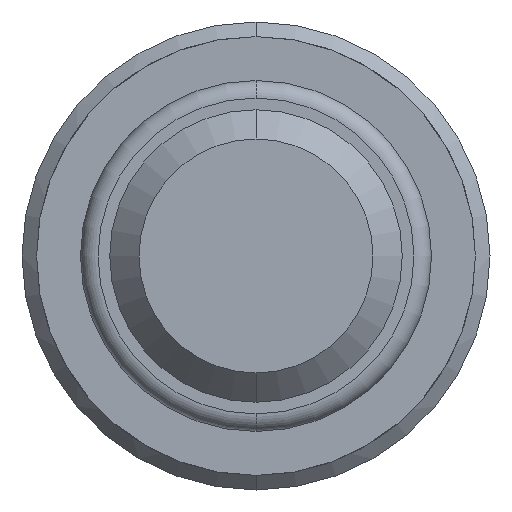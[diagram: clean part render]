
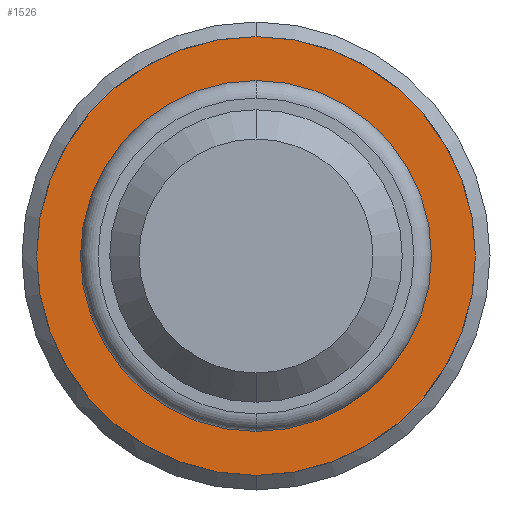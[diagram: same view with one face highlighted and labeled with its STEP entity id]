
A CAD part, front view. The second image highlights one B-rep face of the part: STEP entity #1526.
In plain terms, the highlighted planar face has unit normal (0, -1, 0).
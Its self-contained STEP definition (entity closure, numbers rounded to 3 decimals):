
#1 = DIRECTION ( 'NONE',  ( 0., -1., 0. ) ) ;
#148 = CIRCLE ( 'NONE', #297, 1.875 ) ;
#165 = DIRECTION ( 'NONE',  ( 0., 0., -1. ) ) ;
#297 = AXIS2_PLACEMENT_3D ( 'NONE', #2021, #1, #3681 ) ;
#538 = AXIS2_PLACEMENT_3D ( 'NONE', #4153, #4966, #2661 ) ;
#590 = CARTESIAN_POINT ( 'NONE',  ( 1.5, 20., 0. ) ) ;
#642 = CARTESIAN_POINT ( 'NONE',  ( 0., 20., 0. ) ) ;
#659 = DIRECTION ( 'NONE',  ( 0., 0., -1. ) ) ;
#1149 = CIRCLE ( 'NONE', #3588, 1.5 ) ;
#1194 = EDGE_CURVE ( 'Defeature ausgef�hrt3_4+Defeature ausgef�hrt3_5+Defeature ausgef�hrt3_5+Defeature ausgef�hrt3_5', #4890, #2130, #4429, .T. ) ;
#1279 = PLANE ( 'NONE',  #3008 ) ;
#1505 = CIRCLE ( 'NONE', #2040, 1.875 ) ;
#1526 = ADVANCED_FACE ( 'Defeature ausgef�hrt3_5', ( #4664, #1839 ), #1279, .T. ) ;
#1819 = CARTESIAN_POINT ( 'NONE',  ( 0., 20., -1.5 ) ) ;
#1839 = FACE_BOUND ( 'NONE', #2388, .T. ) ;
#2021 = CARTESIAN_POINT ( 'NONE',  ( 0., 20., 0. ) ) ;
#2040 = AXIS2_PLACEMENT_3D ( 'NONE', #2459, #4428, #165 ) ;
#2130 = VERTEX_POINT ( 'NONE', #1819 ) ;
#2388 = EDGE_LOOP ( 'NONE', ( #4972, #3441 ) ) ;
#2459 = CARTESIAN_POINT ( 'NONE',  ( 0., 20., 0. ) ) ;
#2540 = DIRECTION ( 'NONE',  ( 0., -1., 0. ) ) ;
#2580 = DIRECTION ( 'NONE',  ( 0., -1., 0. ) ) ;
#2657 = EDGE_CURVE ( 'Defeature ausgef�hrt3_5+Defeature ausgef�hrt3_6+Defeature ausgef�hrt3_6+Defeature ausgef�hrt3_6', #3570, #4785, #148, .T. ) ;
#2661 = DIRECTION ( 'NONE',  ( 0., 0., -1. ) ) ;
#3008 = AXIS2_PLACEMENT_3D ( 'NONE', #590, #2540, #3647 ) ;
#3441 = ORIENTED_EDGE ( 'NONE', *, *, #1194, .F. ) ;
#3570 = VERTEX_POINT ( 'NONE', #3847 ) ;
#3588 = AXIS2_PLACEMENT_3D ( 'NONE', #642, #2580, #659 ) ;
#3647 = DIRECTION ( 'NONE',  ( 0., 0., -1. ) ) ;
#3681 = DIRECTION ( 'NONE',  ( 0., 0., -1. ) ) ;
#3739 = ORIENTED_EDGE ( 'NONE', *, *, #4150, .T. ) ;
#3847 = CARTESIAN_POINT ( 'NONE',  ( 0., 20., 1.875 ) ) ;
#3974 = EDGE_LOOP ( 'NONE', ( #3739, #4937 ) ) ;
#4087 = CARTESIAN_POINT ( 'NONE',  ( 0., 20., 1.5 ) ) ;
#4150 = EDGE_CURVE ( 'Defeature ausgef�hrt3_5+Defeature ausgef�hrt3_6+Defeature ausgef�hrt3_6+Defeature ausgef�hrt3_6', #4785, #3570, #1505, .T. ) ;
#4153 = CARTESIAN_POINT ( 'NONE',  ( 0., 20., 0. ) ) ;
#4198 = EDGE_CURVE ( 'Defeature ausgef�hrt3_4+Defeature ausgef�hrt3_5+Defeature ausgef�hrt3_5+Defeature ausgef�hrt3_5', #2130, #4890, #1149, .T. ) ;
#4428 = DIRECTION ( 'NONE',  ( 0., -1., 0. ) ) ;
#4429 = CIRCLE ( 'NONE', #538, 1.5 ) ;
#4472 = CARTESIAN_POINT ( 'NONE',  ( 0., 20., -1.875 ) ) ;
#4664 = FACE_OUTER_BOUND ( 'NONE', #3974, .T. ) ;
#4785 = VERTEX_POINT ( 'NONE', #4472 ) ;
#4890 = VERTEX_POINT ( 'NONE', #4087 ) ;
#4937 = ORIENTED_EDGE ( 'NONE', *, *, #2657, .T. ) ;
#4966 = DIRECTION ( 'NONE',  ( 0., -1., 0. ) ) ;
#4972 = ORIENTED_EDGE ( 'NONE', *, *, #4198, .F. ) ;
